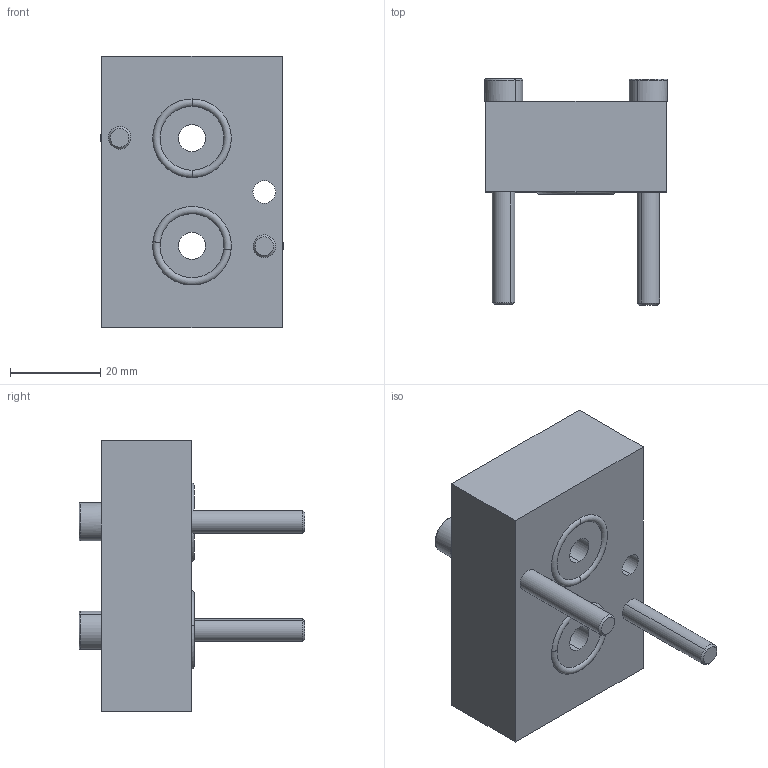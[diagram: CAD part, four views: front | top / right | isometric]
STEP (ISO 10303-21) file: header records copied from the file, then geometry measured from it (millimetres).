
FILE_DESCRIPTION (( 'STEP AP214' ), '1' );
FILE_NAME ('01_055_2.STEP', '2015-12-16T14:14:34', ( '' ), ( '' ), 'SwSTEP 2.0', 'SolidWorks 2015', '' );
FILE_SCHEMA (( 'AUTOMOTIVE_DESIGN' ));
Length unit declared in the file: millimetre
Products named in the file (1): 01_055_2
Bounding box: 40.5 x 50 x 60 mm (x, y, z)
Volume: 48001 mm3; surface area: 10872.8 mm2
Topology: 1 solids, 1 shells, 68 faces, 158 edges, 94 vertices
Faces by surface type: plane 38, cylinder 14, torus 8, cone 8
Entity records: 2142 total; most frequent: DIRECTION 360, CARTESIAN_POINT 317, ORIENTED_EDGE 308, EDGE_CURVE 154, AXIS2_PLACEMENT_3D 137, VERTEX_POINT 94, VECTOR 86, LINE 86
